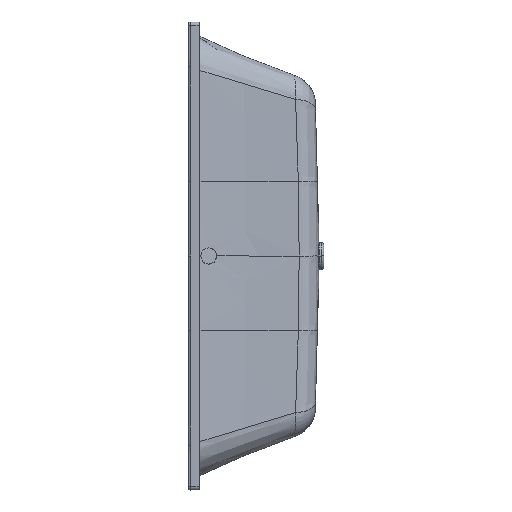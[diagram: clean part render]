
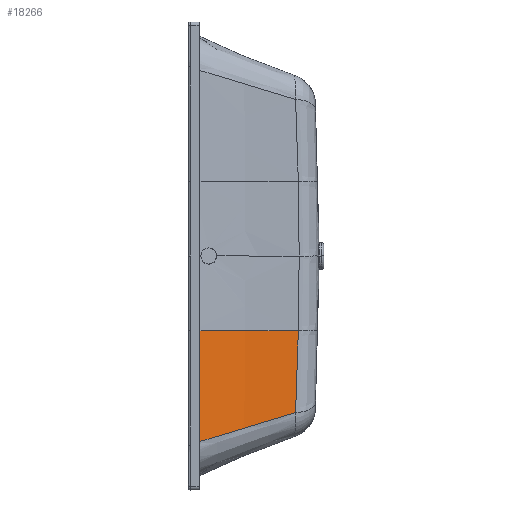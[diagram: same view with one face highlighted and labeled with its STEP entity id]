
A CAD part, left-side view. The second image highlights one B-rep face of the part: STEP entity #18266.
In plain terms, the highlighted free-form (B-spline) face has degree [3, 3] with [5, 4] control points.
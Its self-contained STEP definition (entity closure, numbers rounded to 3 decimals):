
#5317=CARTESIAN_POINT('',(-200.24,-343.759,
-501.7));
#5318=CARTESIAN_POINT('',(-204.079,-289.238,
-518.274));
#5319=CARTESIAN_POINT('',(-216.568,-177.563,
-552.224));
#5320=CARTESIAN_POINT('',(-238.425,-67.328,
-585.736));
#5321=CARTESIAN_POINT('',(-252.068,-11.347,
-602.755));
#5323=DIRECTION('',(0.,0.,1.));
#5324=VECTOR('',#5323,362.755);
#5325=CARTESIAN_POINT('',(-252.068,-11.347,
-602.755));
#5326=LINE('',#5325,#5324);
#5387=CARTESIAN_POINT('',(-199.636,-352.628,-240.));
#5388=CARTESIAN_POINT('',(-203.398,-295.571,-240.));
#5389=CARTESIAN_POINT('',(-215.924,-180.908,-240.));
#5390=CARTESIAN_POINT('',(-238.321,-67.755,-240.));
#5391=CARTESIAN_POINT('',(-252.068,-11.347,-240.));
#6382=CARTESIAN_POINT('',(-200.24,-343.759,
-501.7));
#6383=CARTESIAN_POINT('',(-200.223,-344.003,
-496.391));
#6384=CARTESIAN_POINT('',(-200.189,-344.484,
-485.72));
#6385=CARTESIAN_POINT('',(-200.14,-345.189,
-469.569));
#6386=CARTESIAN_POINT('',(-200.1,-345.762,
-455.985));
#6387=CARTESIAN_POINT('',(-200.069,-346.212,
-445.021));
#6388=CARTESIAN_POINT('',(-200.046,-346.546,
-436.748));
#6389=CARTESIAN_POINT('',(-200.027,-346.82,
-429.811));
#6390=CARTESIAN_POINT('',(-200.012,-347.037,
-424.245));
#6391=CARTESIAN_POINT('',(-200.001,-347.198,
-420.064));
#6392=CARTESIAN_POINT('',(-199.99,-347.358,
-415.878));
#6393=CARTESIAN_POINT('',(-199.979,-347.516,
-411.692));
#6394=CARTESIAN_POINT('',(-199.969,-347.673,
-407.508));
#6395=CARTESIAN_POINT('',(-199.955,-347.88,
-401.932));
#6396=CARTESIAN_POINT('',(-199.941,-348.083,
-396.354));
#6397=CARTESIAN_POINT('',(-199.927,-348.284,
-390.765));
#6398=CARTESIAN_POINT('',(-199.913,-348.482,
-385.172));
#6399=CARTESIAN_POINT('',(-199.9,-348.678,
-379.574));
#6400=CARTESIAN_POINT('',(-199.887,-348.87,
-373.977));
#6401=CARTESIAN_POINT('',(-199.877,-349.013,
-369.779));
#6402=CARTESIAN_POINT('',(-199.868,-349.154,
-365.584));
#6403=CARTESIAN_POINT('',(-199.858,-349.293,
-361.392));
#6404=CARTESIAN_POINT('',(-199.849,-349.43,
-357.204));
#6405=CARTESIAN_POINT('',(-199.84,-349.566,
-353.021));
#6406=CARTESIAN_POINT('',(-199.831,-349.7,
-348.846));
#6407=CARTESIAN_POINT('',(-199.822,-349.832,
-344.677));
#6408=CARTESIAN_POINT('',(-199.813,-349.963,
-340.518));
#6409=CARTESIAN_POINT('',(-199.802,-350.134,
-334.982));
#6410=CARTESIAN_POINT('',(-199.788,-350.343,
-328.074));
#6411=CARTESIAN_POINT('',(-199.771,-350.588,
-319.791));
#6412=CARTESIAN_POINT('',(-199.755,-350.826,
-311.541));
#6413=CARTESIAN_POINT('',(-199.74,-351.057,
-303.342));
#6414=CARTESIAN_POINT('',(-199.725,-351.279,
-295.212));
#6415=CARTESIAN_POINT('',(-199.711,-351.493,
-287.148));
#6416=CARTESIAN_POINT('',(-199.697,-351.7,
-279.15));
#6417=CARTESIAN_POINT('',(-199.679,-351.966,
-268.565));
#6418=CARTESIAN_POINT('',(-199.659,-352.281,
-255.467));
#6419=CARTESIAN_POINT('',(-199.643,-352.515,
-245.13));
#6420=CARTESIAN_POINT('',(-199.636,-352.628,-240.));
#7709=CARTESIAN_POINT('',(-252.068,-11.347,-240.));
#7711=VERTEX_POINT('',#7709);
#7799=VERTEX_POINT('',#6382);
#7800=VERTEX_POINT('',#6420);
#7823=VERTEX_POINT('',#5321);
#18236=CARTESIAN_POINT('',(-252.891,-7.984,
-236.362));
#18237=CARTESIAN_POINT('',(-252.891,-7.984,
-360.046));
#18238=CARTESIAN_POINT('',(-252.891,-7.984,
-483.731));
#18239=CARTESIAN_POINT('',(-252.891,-7.984,
-607.415));
#18240=CARTESIAN_POINT('',(-238.875,-65.062,
-236.536));
#18241=CARTESIAN_POINT('',(-238.875,-65.062,
-354.32));
#18242=CARTESIAN_POINT('',(-238.875,-65.062,
-472.105));
#18243=CARTESIAN_POINT('',(-238.875,-65.062,
-589.889));
#18244=CARTESIAN_POINT('',(-215.891,-180.454,
-236.887));
#18245=CARTESIAN_POINT('',(-215.891,-180.454,
-342.744));
#18246=CARTESIAN_POINT('',(-215.891,-180.454,
-448.601));
#18247=CARTESIAN_POINT('',(-215.891,-180.454,
-554.459));
#18248=CARTESIAN_POINT('',(-203.177,-297.424,
-237.242));
#18249=CARTESIAN_POINT('',(-203.177,-297.424,
-331.009));
#18250=CARTESIAN_POINT('',(-203.177,-297.424,
-424.776));
#18251=CARTESIAN_POINT('',(-203.177,-297.424,-518.544));
#18252=CARTESIAN_POINT('',(-199.412,-356.074,
-237.42));
#18253=CARTESIAN_POINT('',(-199.412,-356.074,
-325.125));
#18254=CARTESIAN_POINT('',(-199.412,-356.074,
-412.83));
#18255=CARTESIAN_POINT('',(-199.412,-356.074,
-500.535));
#18256=B_SPLINE_SURFACE_WITH_KNOTS('',3,3,((#18236,#18237,#18238,#18239),
(#18240,#18241,#18242,#18243),(#18244,#18245,#18246,#18247),(#18248,#18249,
#18250,#18251),(#18252,#18253,#18254,#18255)),.UNSPECIFIED.,.F.,.F.,.F.,(4,1,4),
(4,4),(0.01,0.434,0.858),(
-0.01,1.01),.UNSPECIFIED.);
#18258=ORIENTED_EDGE('',*,*,#18257,.F.);
#18260=ORIENTED_EDGE('',*,*,#18259,.F.);
#18261=ORIENTED_EDGE('',*,*,#18222,.T.);
#18263=ORIENTED_EDGE('',*,*,#18262,.T.);
#18264=EDGE_LOOP('',(#18258,#18260,#18261,#18263));
#18265=FACE_OUTER_BOUND('',#18264,.F.);
#5322=B_SPLINE_CURVE_WITH_KNOTS('',3,(#5317,#5318,#5319,#5320,#5321),
.UNSPECIFIED.,.F.,.F.,(4,1,4),(0.,0.487,1.),.UNSPECIFIED.);
#5392=B_SPLINE_CURVE_WITH_KNOTS('',3,(#5387,#5388,#5389,#5390,#5391),
.UNSPECIFIED.,.F.,.F.,(4,1,4),(0.,0.496,1.),.UNSPECIFIED.);
#6421=B_SPLINE_CURVE_WITH_KNOTS('',3,(#6382,#6383,#6384,#6385,#6386,#6387,#6388,
#6389,#6390,#6391,#6392,#6393,#6394,#6395,#6396,#6397,#6398,#6399,#6400,#6401,
#6402,#6403,#6404,#6405,#6406,#6407,#6408,#6409,#6410,#6411,#6412,#6413,#6414,
#6415,#6416,#6417,#6418,#6419,#6420),.UNSPECIFIED.,.F.,.F.,(4,1,1,1,1,1,1,1,1,1,
1,1,1,1,1,1,1,1,1,1,1,1,1,1,1,1,1,1,1,1,1,1,1,1,1,1,4),(0.,0.063,0.125,
0.188,0.219,0.25,0.281,0.297,0.313,0.328,0.344,
0.359,0.375,0.406,0.422,0.438,0.469,0.484,0.5,
0.516,0.531,0.547,0.563,0.578,0.594,0.609,
0.625,0.656,0.688,0.719,0.75,0.781,0.813,0.844,
0.875,0.938,1.),.UNSPECIFIED.);
#18222=EDGE_CURVE('',#7799,#7823,#5322,.T.);
#18257=EDGE_CURVE('',#7800,#7711,#5392,.T.);
#18259=EDGE_CURVE('',#7799,#7800,#6421,.T.);
#18262=EDGE_CURVE('',#7823,#7711,#5326,.T.);
#18266=ADVANCED_FACE('',(#18265),#18256,.F.);
